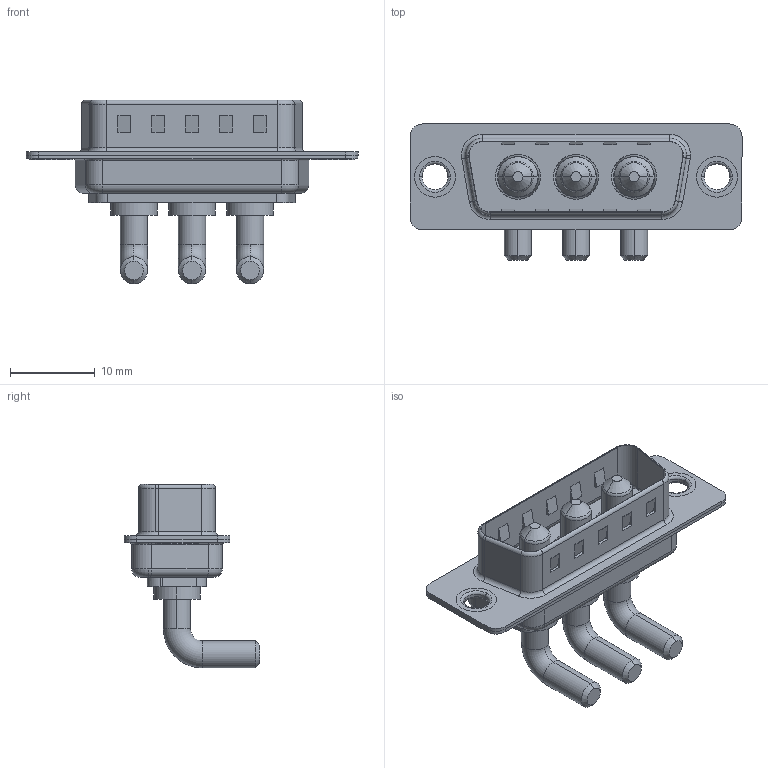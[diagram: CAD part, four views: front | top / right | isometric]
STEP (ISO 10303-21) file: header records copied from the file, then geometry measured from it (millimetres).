
FILE_DESCRIPTION (( 'STEP AP203' ), '1' );
FILE_NAME ('629-3W3-640-3T1.STEP', '2022-05-05T05:17:28', ( '' ), ( '' ), 'SwSTEP 2.0', 'SolidWorks 2020', '' );
FILE_SCHEMA (( 'CONFIG_CONTROL_DESIGN' ));
Length unit declared in the file: millimetre
Products named in the file (6): 629Combo Housing_3W3; 629Combo Shell Front_15 Contacts; Power Pin_30A RA; 629Combo Shell Rear_15 Contacts; 629-3W3-640-3T1; 629Combo Thru Hole Rivet
Assembly tree (8 placements, depth 2):
  629-3W3-640-3T1
    629Combo Housing_3W3
    629Combo Shell Rear_15 Contacts
    629Combo Shell Front_15 Contacts
    629Combo Thru Hole Rivet  x2
    Power Pin_30A RA  x3
Bounding box: 39.2 x 16.05 x 21.7 mm (x, y, z)
Volume: 2258.8 mm3; surface area: 4899.6 mm2
Topology: 11 solids, 11 shells, 443 faces, 1051 edges, 650 vertices
Faces by surface type: cylinder 180, plane 169, torus 70, cone 21, bspline 3
Entity records: 11066 total; most frequent: DIRECTION 1900, CARTESIAN_POINT 1844, ORIENTED_EDGE 1698, EDGE_CURVE 849, AXIS2_PLACEMENT_3D 713, VERTEX_POINT 530, VECTOR 474, LINE 474
